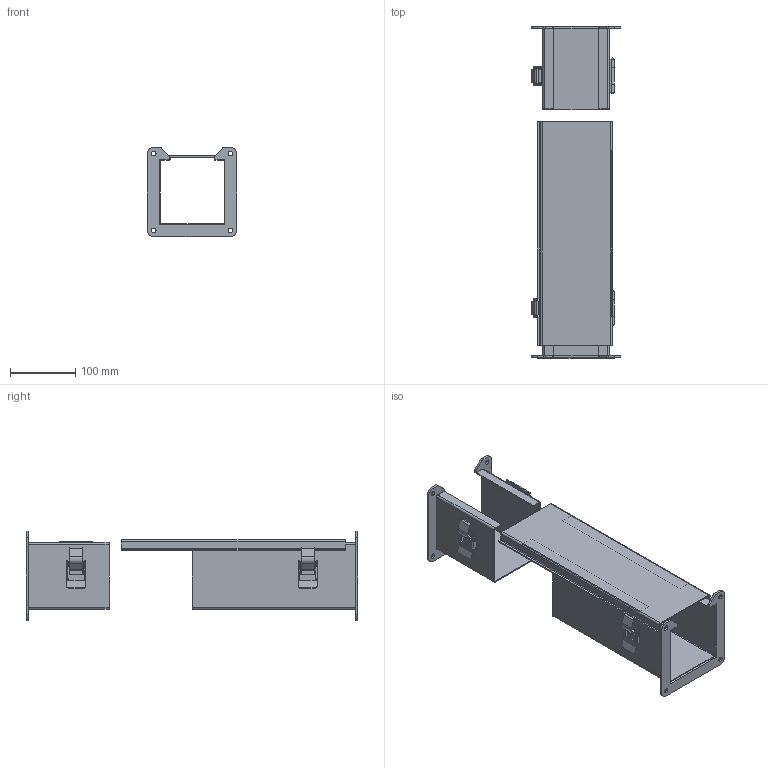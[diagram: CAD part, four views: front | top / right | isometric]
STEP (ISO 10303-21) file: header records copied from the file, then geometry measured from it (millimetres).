
FILE_DESCRIPTION (( 'STEP AP203' ), '1' );
FILE_NAME ('1485CW1.step', '2020-11-19T14:33:54', ( 'ADC123' ), ( 'Microsoft' ), 'SwSTEP 2.0', 'SolidWorks 2019', '' );
FILE_SCHEMA (( 'CONFIG_CONTROL_DESIGN' ));
Length unit declared in the file: inch
Products named in the file (1): 1485CW1
Bounding box: 136.71 x 508 x 136.54 mm (x, y, z)
Volume: 421029.5 mm3; surface area: 431089.8 mm2
Topology: 19 solids, 19 shells, 420 faces, 1114 edges, 736 vertices
Faces by surface type: plane 252, cylinder 164, bspline 4
Full cylindrical faces by diameter (mm): 3.175 x4, 3.302 x4, 3.969 x4, 4.166 x4, 4.763 x6, 7.137 x8
Entity records: 13027 total; most frequent: CARTESIAN_POINT 2353, DIRECTION 2230, ORIENTED_EDGE 2148, EDGE_CURVE 1074, AXIS2_PLACEMENT_3D 751, VERTEX_POINT 734, LINE 728, VECTOR 728
